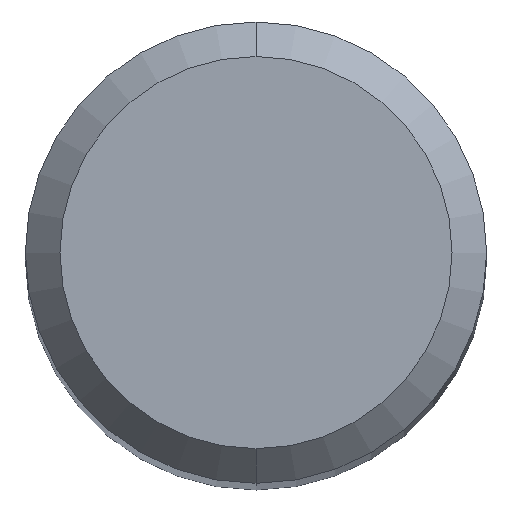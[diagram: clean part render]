
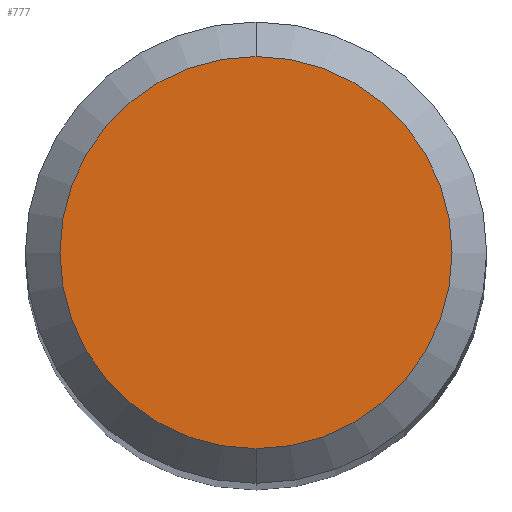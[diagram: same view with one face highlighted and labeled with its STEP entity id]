
A CAD part, top view. The second image highlights one B-rep face of the part: STEP entity #777.
In plain terms, the highlighted planar face has unit normal (0, 0, 1).
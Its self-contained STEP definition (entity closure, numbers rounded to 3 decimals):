
#437=EDGE_CURVE('',#649,#755,#1124,.T.);
#649=VERTEX_POINT('',#1355);
#755=VERTEX_POINT('',#1471);
#777=ADVANCED_FACE('',(#1495),#1496,.T.);
#911=EDGE_CURVE('',#755,#649,#1643,.T.);
#1124=CIRCLE('',#2079,1.7);
#1355=CARTESIAN_POINT('',(0.0,1.7,0.0));
#1471=CARTESIAN_POINT('',(0.,-1.7,0.0));
#1495=FACE_OUTER_BOUND('',#4253,.T.);
#1496=PLANE('',#4254);
#1643=CIRCLE('',#4866,1.7);
#2079=AXIS2_PLACEMENT_3D('',#5616,#5617,#5618);
#4253=EDGE_LOOP('',(#6002,#6003));
#4254=AXIS2_PLACEMENT_3D('',#6004,#6005,#6006);
#4866=AXIS2_PLACEMENT_3D('',#6146,#6147,#6148);
#5616=CARTESIAN_POINT('',(0.0,0.0,0.0));
#5617=DIRECTION('',(0.0,0.0,-1.0));
#5618=DIRECTION('',(0.0,1.0,0.0));
#6002=ORIENTED_EDGE('',*,*,#437,.F.);
#6003=ORIENTED_EDGE('',*,*,#911,.F.);
#6004=CARTESIAN_POINT('',(0.0,0.85,0.0));
#6005=DIRECTION('',(-0.0,0.0,1.0));
#6006=DIRECTION('',(0.0,-1.0,0.0));
#6146=CARTESIAN_POINT('',(0.0,0.0,0.0));
#6147=DIRECTION('',(0.0,0.0,-1.0));
#6148=DIRECTION('',(0.0,1.0,0.0));
